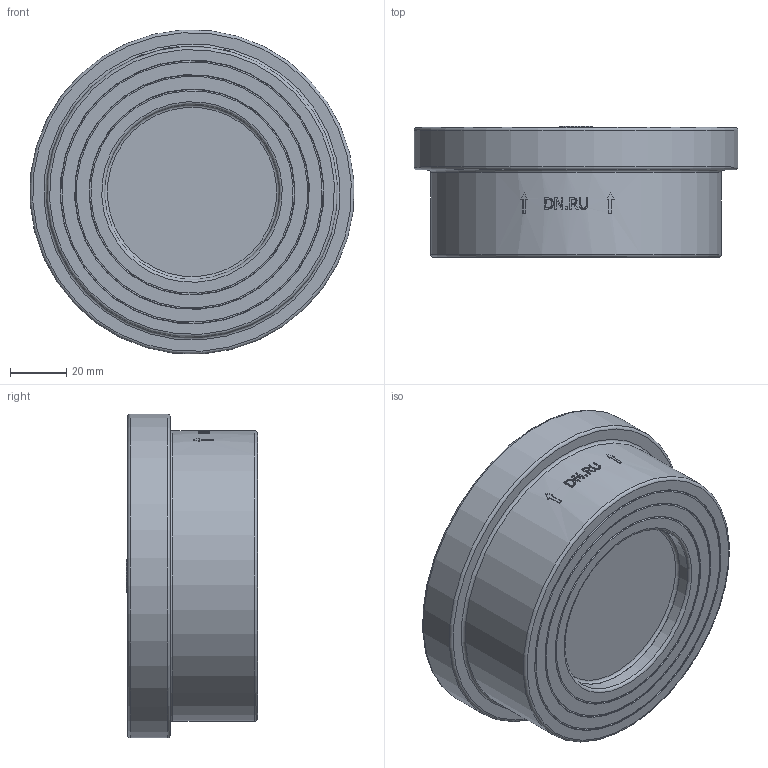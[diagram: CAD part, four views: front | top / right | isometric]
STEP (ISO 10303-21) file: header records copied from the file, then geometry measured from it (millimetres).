
FILE_DESCRIPTION(/* description */ (''),/* implementation_level */ '2;1');
FILE_NAME(/* name */ 'DN65_3D_STEP.stp',/* time_stamp */ '2025-10-09T10:33:59+03:00',/* author */ ('igorr'),/* organization */ (''),/* preprocessor_version */ 'ST-DEVELOPER v20',/* originating_system */ 'Autodesk Inventor 2025',/* authorisation */ '');
FILE_SCHEMA (('AUTOMOTIVE_DESIGN { 1 0 10303 214 3 1 1 }'));
Length unit declared in the file: millimetre
Products named in the file (3): Сборка1; Деталь; Деталь_1
Assembly tree (2 placements, depth 2):
  Сборка1
    Деталь
    Деталь_1
Bounding box: 114.77 x 46.42 x 114.77 mm (x, y, z)
Volume: 114153.6 mm3; surface area: 64224.3 mm2
Topology: 4 solids, 4 shells, 200 faces, 481 edges, 303 vertices
Faces by surface type: plane 81, cylinder 43, bspline 36, torus 33, cone 7
Full cylindrical faces by diameter (mm): 12.585 x1, 13.004 x1, 62 x1, 66 x2, 70 x1, 97 x1, 99 x1, 103 x1, 115 x1
Entity records: 9118 total; most frequent: CARTESIAN_POINT 4208, DIRECTION 965, ORIENTED_EDGE 950, EDGE_CURVE 475, AXIS2_PLACEMENT_3D 396, VERTEX_POINT 303, EDGE_LOOP 224, FACE_OUTER_BOUND 200
